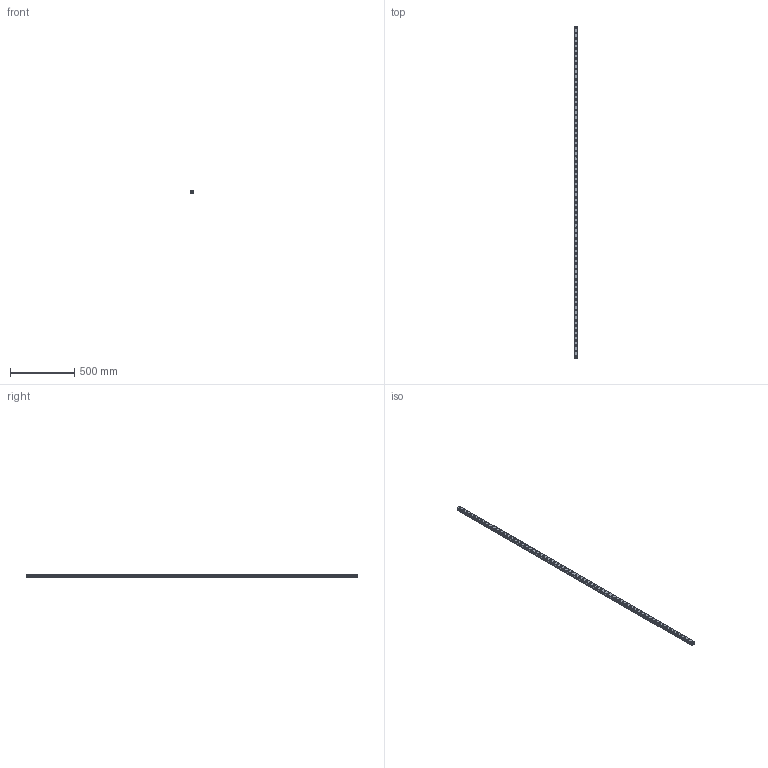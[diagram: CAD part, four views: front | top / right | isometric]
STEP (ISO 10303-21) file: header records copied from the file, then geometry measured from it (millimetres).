
FILE_DESCRIPTION(('STEP AP214'),'1');
FILE_NAME('cctmp_86DE9BA0-8BDB-48AD-9785-3FCFDB1381C0_2021_03_11_13_12_02_0207..stp','2021-03-11T12:12:02',('HIWIN GmbH'),('CADClick - www.CADClick.com'),'Spatial InterOp 3D',' ','unknown authorization');
FILE_SCHEMA(('AUTOMOTIVE_DESIGN'));
Length unit declared in the file: millimetre
Products named in the file (1): RGR30R2590H_FILE
Bounding box: 28 x 2590 x 28 mm (x, y, z)
Volume: 1485637.6 mm3; surface area: 384594.5 mm2
Topology: 1 solids, 1 shells, 700 faces, 1497 edges, 998 vertices
Faces by surface type: cylinder 408, plane 292
Entity records: 24921 total; most frequent: DIRECTION 3715, CARTESIAN_POINT 3196, ORIENTED_EDGE 2994, AXIS2_PLACEMENT_3D 1517, EDGE_CURVE 1497, VERTEX_POINT 998, EDGE_LOOP 899, CIRCLE 816
